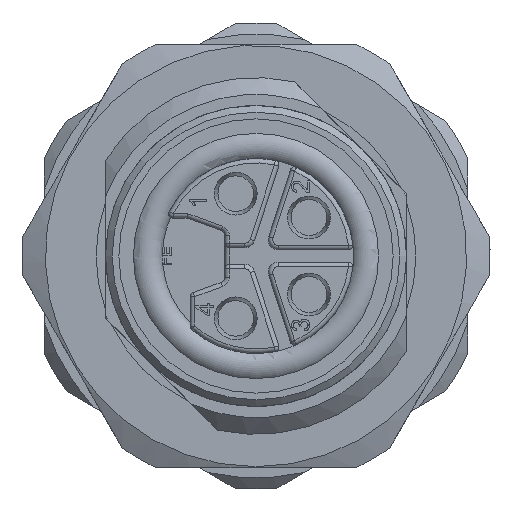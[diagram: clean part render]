
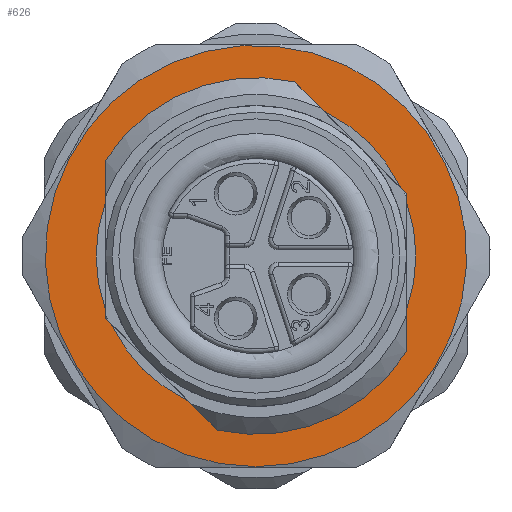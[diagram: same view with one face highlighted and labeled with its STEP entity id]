
A CAD part, front view. The second image highlights one B-rep face of the part: STEP entity #626.
In plain terms, the highlighted planar face has unit normal (0, -1, 0).
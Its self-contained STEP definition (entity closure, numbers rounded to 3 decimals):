
#160=FACE_BOUND('',#1177,.T.);
#161=FACE_BOUND('',#1178,.T.);
#293=PLANE('',#4644);
#626=ADVANCED_FACE('',(#160,#161),#293,.T.);
#1177=EDGE_LOOP('',(#2840,#2841,#2842,#2843,#2844,#2845,#2846,#2847,#2848,
#2849,#2850,#2851,#2852,#2853));
#1178=EDGE_LOOP('',(#2854));
#1273=LINE('',#5977,#1588);
#1278=LINE('',#5997,#1593);
#1286=LINE('',#6019,#1601);
#1290=LINE('',#6036,#1605);
#1297=LINE('',#6057,#1612);
#1302=LINE('',#6077,#1617);
#1308=LINE('',#6093,#1623);
#1312=LINE('',#6110,#1627);
#1588=VECTOR('',#4787,1.);
#1593=VECTOR('',#4792,1.);
#1601=VECTOR('',#4802,1.);
#1605=VECTOR('',#4806,1.);
#1612=VECTOR('',#4815,1.);
#1617=VECTOR('',#4820,1.);
#1623=VECTOR('',#4828,1.);
#1627=VECTOR('',#4832,1.);
#2840=ORIENTED_EDGE('',*,*,#3563,.F.);
#2841=ORIENTED_EDGE('',*,*,#3572,.F.);
#2842=ORIENTED_EDGE('',*,*,#4019,.F.);
#2843=ORIENTED_EDGE('',*,*,#3578,.F.);
#2844=ORIENTED_EDGE('',*,*,#3620,.F.);
#2845=ORIENTED_EDGE('',*,*,#3600,.T.);
#2846=ORIENTED_EDGE('',*,*,#4022,.F.);
#2847=ORIENTED_EDGE('',*,*,#3606,.T.);
#2848=ORIENTED_EDGE('',*,*,#3586,.T.);
#2849=ORIENTED_EDGE('',*,*,#4021,.F.);
#2850=ORIENTED_EDGE('',*,*,#3593,.T.);
#2851=ORIENTED_EDGE('',*,*,#3611,.F.);
#2852=ORIENTED_EDGE('',*,*,#3556,.F.);
#2853=ORIENTED_EDGE('',*,*,#4017,.F.);
#2854=ORIENTED_EDGE('',*,*,#4023,.F.);
#3152=VERTEX_POINT('',#5976);
#3153=VERTEX_POINT('',#5978);
#3159=VERTEX_POINT('',#5996);
#3160=VERTEX_POINT('',#5998);
#3166=VERTEX_POINT('',#6018);
#3171=VERTEX_POINT('',#6035);
#3172=VERTEX_POINT('',#6037);
#3178=VERTEX_POINT('',#6056);
#3179=VERTEX_POINT('',#6058);
#3185=VERTEX_POINT('',#6076);
#3186=VERTEX_POINT('',#6078);
#3190=VERTEX_POINT('',#6092);
#3191=VERTEX_POINT('',#6094);
#3196=VERTEX_POINT('',#6111);
#3450=VERTEX_POINT('',#7391);
#3556=EDGE_CURVE('',#3152,#3153,#1273,.T.);
#3563=EDGE_CURVE('',#3159,#3160,#1278,.T.);
#3572=EDGE_CURVE('',#3166,#3159,#1286,.T.);
#3578=EDGE_CURVE('',#3171,#3172,#1290,.T.);
#3586=EDGE_CURVE('',#3179,#3178,#1297,.T.);
#3593=EDGE_CURVE('',#3186,#3185,#1302,.T.);
#3600=EDGE_CURVE('',#3191,#3190,#1308,.T.);
#3606=EDGE_CURVE('',#3196,#3179,#1312,.T.);
#3611=EDGE_CURVE('',#3153,#3185,#4161,.T.);
#3620=EDGE_CURVE('',#3191,#3171,#4170,.T.);
#4017=EDGE_CURVE('',#3160,#3152,#4280,.T.);
#4019=EDGE_CURVE('',#3172,#3166,#4282,.T.);
#4021=EDGE_CURVE('',#3186,#3178,#4284,.T.);
#4022=EDGE_CURVE('',#3196,#3190,#4285,.T.);
#4023=EDGE_CURVE('',#3450,#3450,#4286,.T.);
#4161=CIRCLE('',#4361,8.);
#4170=CIRCLE('',#4376,8.);
#4280=CIRCLE('',#4634,7.172);
#4282=CIRCLE('',#4637,7.172);
#4284=CIRCLE('',#4640,7.172);
#4285=CIRCLE('',#4642,7.172);
#4286=CIRCLE('',#4643,9.45);
#4361=AXIS2_PLACEMENT_3D('',#6120,#4845,#4846);
#4376=AXIS2_PLACEMENT_3D('',#6137,#4875,#4876);
#4634=AXIS2_PLACEMENT_3D('',#7381,#5641,#5642);
#4637=AXIS2_PLACEMENT_3D('',#7384,#5647,#5648);
#4640=AXIS2_PLACEMENT_3D('',#7387,#5653,#5654);
#4642=AXIS2_PLACEMENT_3D('',#7389,#5657,#5658);
#4643=AXIS2_PLACEMENT_3D('',#7390,#5659,#5660);
#4644=AXIS2_PLACEMENT_3D('',#7392,#5661,#5662);
#4787=DIRECTION('',(-0.707,0.,0.707));
#4792=DIRECTION('',(-0.707,0.,0.707));
#4802=DIRECTION('',(0.,0.,1.));
#4806=DIRECTION('',(0.,0.,1.));
#4815=DIRECTION('',(0.,0.,1.));
#4820=DIRECTION('',(0.,0.,1.));
#4828=DIRECTION('',(-0.707,0.,0.707));
#4832=DIRECTION('',(-0.707,0.,0.707));
#4845=DIRECTION('',(0.,-1.,0.));
#4846=DIRECTION('',(0.,0.,-1.));
#4875=DIRECTION('',(0.,-1.,0.));
#4876=DIRECTION('',(0.,0.,-1.));
#5641=DIRECTION('',(0.,-1.,0.));
#5642=DIRECTION('',(0.,0.,1.));
#5647=DIRECTION('',(0.,-1.,0.));
#5648=DIRECTION('',(0.,0.,1.));
#5653=DIRECTION('',(0.,-1.,0.));
#5654=DIRECTION('',(0.,0.,1.));
#5657=DIRECTION('',(0.,-1.,0.));
#5658=DIRECTION('',(0.,0.,1.));
#5659=DIRECTION('',(0.,1.,0.));
#5660=DIRECTION('',(0.,0.,-1.));
#5661=DIRECTION('',(0.,-1.,0.));
#5662=DIRECTION('',(0.,0.,-1.));
#5976=CARTESIAN_POINT('',(21.684,-5.075,6.487));
#5977=CARTESIAN_POINT('',(19.336,-5.075,8.835));
#5978=CARTESIAN_POINT('',(20.362,-5.075,7.809));
#5996=CARTESIAN_POINT('',(25.375,-5.075,2.796));
#5997=CARTESIAN_POINT('',(19.336,-5.075,8.835));
#5998=CARTESIAN_POINT('',(25.112,-5.075,3.059));
#6018=CARTESIAN_POINT('',(25.375,-5.075,2.424));
#6019=CARTESIAN_POINT('',(25.375,-5.075,2.796));
#6035=CARTESIAN_POINT('',(25.375,-5.075,-4.294));
#6036=CARTESIAN_POINT('',(25.375,-5.075,2.796));
#6037=CARTESIAN_POINT('',(25.375,-5.075,-2.424));
#6056=CARTESIAN_POINT('',(11.875,-5.075,-2.424));
#6057=CARTESIAN_POINT('',(11.875,-5.075,5.744));
#6058=CARTESIAN_POINT('',(11.875,-5.075,-2.796));
#6076=CARTESIAN_POINT('',(11.875,-5.075,4.294));
#6077=CARTESIAN_POINT('',(11.875,-5.075,5.744));
#6078=CARTESIAN_POINT('',(11.875,-5.075,2.424));
#6092=CARTESIAN_POINT('',(15.566,-5.075,-6.487));
#6093=CARTESIAN_POINT('',(11.875,-5.075,-2.796));
#6094=CARTESIAN_POINT('',(16.888,-5.075,-7.809));
#6110=CARTESIAN_POINT('',(11.875,-5.075,-2.796));
#6111=CARTESIAN_POINT('',(12.138,-5.075,-3.059));
#6120=CARTESIAN_POINT('',(18.625,-5.075,0.));
#6137=CARTESIAN_POINT('',(18.625,-5.075,0.));
#7381=CARTESIAN_POINT('',(18.625,-5.075,0.));
#7384=CARTESIAN_POINT('',(18.625,-5.075,0.));
#7387=CARTESIAN_POINT('',(18.625,-5.075,0.));
#7389=CARTESIAN_POINT('',(18.625,-5.075,0.));
#7390=CARTESIAN_POINT('',(18.625,-5.075,0.));
#7391=CARTESIAN_POINT('',(18.625,-5.075,-9.45));
#7392=CARTESIAN_POINT('',(18.625,-5.075,0.));
